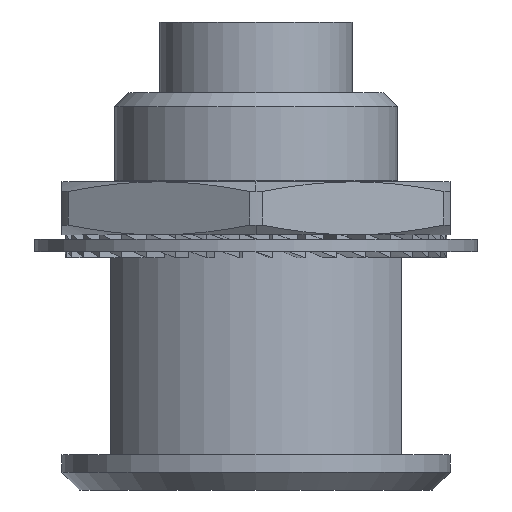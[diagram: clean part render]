
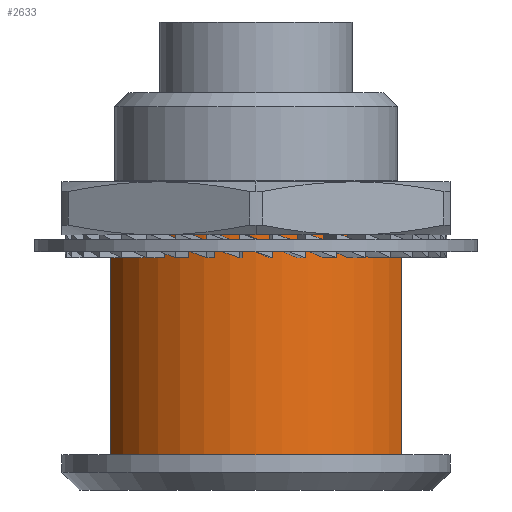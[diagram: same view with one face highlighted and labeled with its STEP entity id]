
A CAD part, front view. The second image highlights one B-rep face of the part: STEP entity #2633.
In plain terms, the highlighted cylindrical face has radius 9 mm (diameter 18 mm), a partial arc.
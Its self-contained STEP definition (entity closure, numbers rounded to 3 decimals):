
#2051=VERTEX_POINT('',#5876);
#2479=EDGE_CURVE('',#2051,#4885,#6348,.T.);
#2603=EDGE_CURVE('',#4885,#4871,#6481,.T.);
#2633=ADVANCED_FACE('',(#6511),#6512,.T.);
#3043=VERTEX_POINT('',#6960);
#3147=EDGE_CURVE('',#3043,#2051,#7075,.T.);
#4871=VERTEX_POINT('',#8964);
#4885=VERTEX_POINT('',#8979);
#5499=EDGE_CURVE('',#3043,#4871,#9651,.T.);
#5876=CARTESIAN_POINT('',(-8.25,-3.597,2.0));
#6348=CIRCLE('',#11031,9.0);
#6481=LINE('',#11315,#11316);
#6511=FACE_OUTER_BOUND('',#11386,.T.);
#6512=CYLINDRICAL_SURFACE('',#11387,9.0);
#6960=CARTESIAN_POINT('',(-8.25,-3.597,16.5));
#7075=LINE('',#12566,#12567);
#8964=CARTESIAN_POINT('',(8.25,-3.597,16.5));
#8979=CARTESIAN_POINT('',(8.25,-3.597,2.0));
#9651=CIRCLE('',#17749,9.0);
#11031=AXIS2_PLACEMENT_3D('',#18846,#18847,#18848);
#11315=CARTESIAN_POINT('',(8.25,-3.597,2.0));
#11316=VECTOR('',#18950,14.5);
#11386=EDGE_LOOP('',(#18961,#18962,#18963,#18964));
#11387=AXIS2_PLACEMENT_3D('',#18965,#18966,#18967);
#12566=CARTESIAN_POINT('',(-8.25,-3.597,16.5));
#12567=VECTOR('',#19479,14.5);
#17749=AXIS2_PLACEMENT_3D('',#22082,#22083,#22084);
#18846=CARTESIAN_POINT('',(0.0,0.0,2.0));
#18847=DIRECTION('',(0.0,0.0,1.0));
#18848=DIRECTION('',(-1.0,0.0,0.0));
#18950=DIRECTION('',(0.0,0.0,1.0));
#18961=ORIENTED_EDGE('',*,*,#3147,.T.);
#18962=ORIENTED_EDGE('',*,*,#2479,.T.);
#18963=ORIENTED_EDGE('',*,*,#2603,.T.);
#18964=ORIENTED_EDGE('',*,*,#5499,.F.);
#18965=CARTESIAN_POINT('',(0.0,0.0,26.5));
#18966=DIRECTION('',(0.0,0.0,-1.0));
#18967=DIRECTION('',(-1.0,0.0,0.0));
#19479=DIRECTION('',(0.0,0.0,-1.0));
#22082=CARTESIAN_POINT('',(0.0,0.0,16.5));
#22083=DIRECTION('',(0.0,0.0,1.0));
#22084=DIRECTION('',(-1.0,0.0,0.0));
